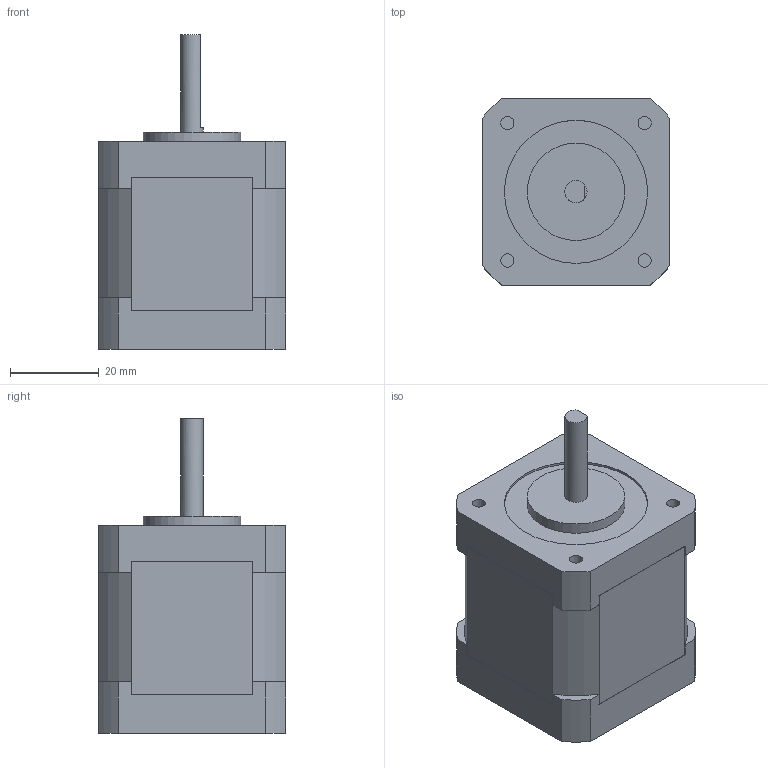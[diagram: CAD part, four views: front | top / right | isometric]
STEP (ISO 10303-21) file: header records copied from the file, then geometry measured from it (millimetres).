
FILE_DESCRIPTION(('FreeCAD Model'),'2;1');
FILE_NAME('NEMA-17_Stepper_Motor_47mm.step', '2013-08-02T23:35:27',('FreeCAD'),('FreeCAD'), 'Open CASCADE STEP processor 6.5','FreeCAD','Unknown');
FILE_SCHEMA(('AUTOMOTIVE_DESIGN_CC2 { 1 2 10303 214 -1 1 5 4 }'));
Length unit declared in the file: millimetre
Products named in the file (1): NEMA-17_Stepper_Motor_47mm
Bounding box: 42.3 x 42.3 x 71 mm (x, y, z)
Volume: 81331.4 mm3; surface area: 12162.6 mm2
Topology: 1 solids, 1 shells, 62 faces, 150 edges, 100 vertices
Faces by surface type: plane 34, cylinder 28
Full cylindrical faces by diameter (mm): 3 x4, 5 x1, 6.8 x1, 22 x1, 32.3 x1
Entity records: 4285 total; most frequent: CARTESIAN_POINT 953, DIRECTION 514, ORIENTED_EDGE 300, PCURVE 300, DEFINITIONAL_REPRESENTATION 300, LINE 258, VECTOR 258, EDGE_CURVE 150
